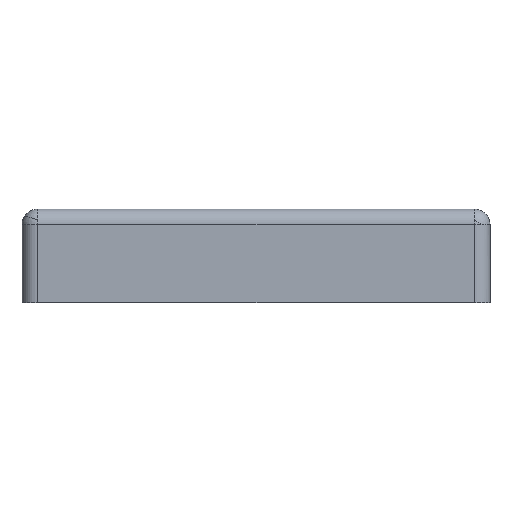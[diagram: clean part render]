
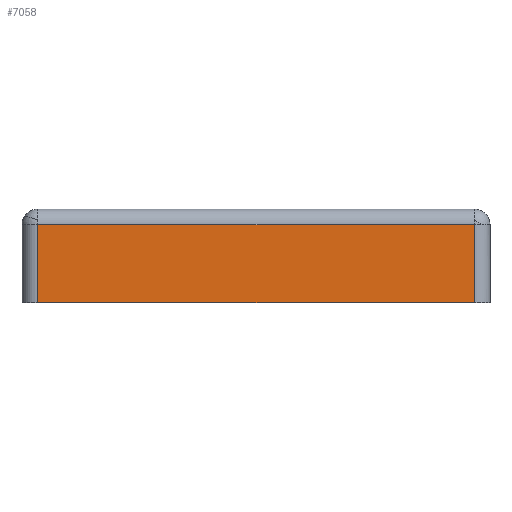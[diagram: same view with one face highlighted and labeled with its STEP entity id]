
A CAD part, left-side view. The second image highlights one B-rep face of the part: STEP entity #7058.
In plain terms, the highlighted planar face has unit normal (-1, 0, 0).
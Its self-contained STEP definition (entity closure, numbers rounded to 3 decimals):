
#578 = AXIS2_PLACEMENT_3D ( 'NONE', #5921, #5923, #5895 ) ;
#764 = VERTEX_POINT ( 'NONE', #4096 ) ;
#874 = VERTEX_POINT ( 'NONE', #3747 ) ;
#1189 = DIRECTION ( 'NONE',  ( 0., -1., 0. ) ) ;
#1236 = CARTESIAN_POINT ( 'NONE',  ( -30., 30., 10. ) ) ;
#1496 = ORIENTED_EDGE ( 'NONE', *, *, #3337, .F. ) ;
#1558 = ORIENTED_EDGE ( 'NONE', *, *, #3464, .F. ) ;
#1896 = DIRECTION ( 'NONE',  ( 0., 1., 0. ) ) ;
#2002 = CARTESIAN_POINT ( 'NONE',  ( -30., 30., 0. ) ) ;
#2097 = FACE_OUTER_BOUND ( 'NONE', #5789, .T. ) ;
#2528 = DIRECTION ( 'NONE',  ( 0., 0., 1. ) ) ;
#2584 = CARTESIAN_POINT ( 'NONE',  ( -30., -28., 12. ) ) ;
#2665 = ORIENTED_EDGE ( 'NONE', *, *, #3675, .F. ) ;
#2758 = CARTESIAN_POINT ( 'NONE',  ( -30., -28., 0. ) ) ;
#2795 = DIRECTION ( 'NONE',  ( 0., 0., -1. ) ) ;
#3209 = ORIENTED_EDGE ( 'NONE', *, *, #3399, .F. ) ;
#3337 = EDGE_CURVE ( 'NONE', #874, #4230, #3348, .T. ) ;
#3348 = LINE ( 'NONE', #2584, #3375 ) ;
#3375 = VECTOR ( 'NONE', #2795, 1000. ) ;
#3399 = EDGE_CURVE ( 'NONE', #4230, #6106, #3449, .T. ) ;
#3449 = LINE ( 'NONE', #2002, #3479 ) ;
#3464 = EDGE_CURVE ( 'NONE', #764, #874, #3746, .T. ) ;
#3479 = VECTOR ( 'NONE', #1896, 1000. ) ;
#3675 = EDGE_CURVE ( 'NONE', #6106, #764, #4546, .T. ) ;
#3746 = LINE ( 'NONE', #1236, #3855 ) ;
#3747 = CARTESIAN_POINT ( 'NONE',  ( -30., -28., 10. ) ) ;
#3855 = VECTOR ( 'NONE', #1189, 1000. ) ;
#4096 = CARTESIAN_POINT ( 'NONE',  ( -30., 28., 10. ) ) ;
#4230 = VERTEX_POINT ( 'NONE', #2758 ) ;
#4546 = LINE ( 'NONE', #5492, #4551 ) ;
#4551 = VECTOR ( 'NONE', #2528, 1000. ) ;
#5267 = PLANE ( 'NONE',  #578 ) ;
#5492 = CARTESIAN_POINT ( 'NONE',  ( -30., 28., 12. ) ) ;
#5789 = EDGE_LOOP ( 'NONE', ( #2665, #3209, #1496, #1558 ) ) ;
#5895 = DIRECTION ( 'NONE',  ( 0., 1., 0. ) ) ;
#5921 = CARTESIAN_POINT ( 'NONE',  ( -30., 30., 12. ) ) ;
#5923 = DIRECTION ( 'NONE',  ( 1., 0., 0. ) ) ;
#6106 = VERTEX_POINT ( 'NONE', #6852 ) ;
#6852 = CARTESIAN_POINT ( 'NONE',  ( -30., 28., 0. ) ) ;
#7058 = ADVANCED_FACE ( 'NONE', ( #2097 ), #5267, .F. ) ;
